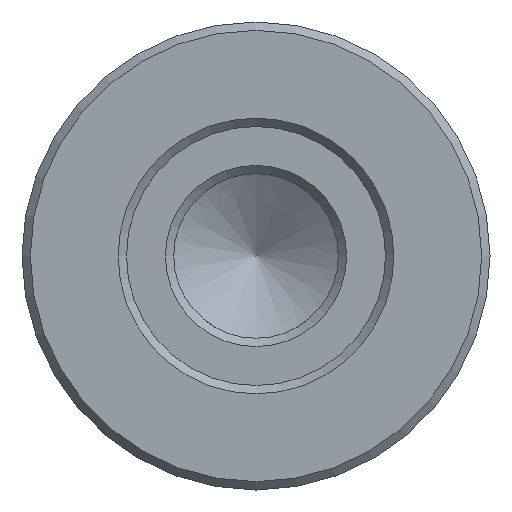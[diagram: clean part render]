
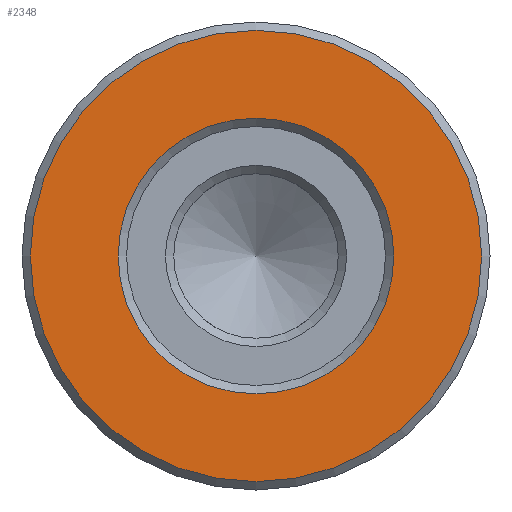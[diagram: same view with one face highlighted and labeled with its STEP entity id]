
A CAD part, front view. The second image highlights one B-rep face of the part: STEP entity #2348.
In plain terms, the highlighted planar face has unit normal (0, -1, 0).
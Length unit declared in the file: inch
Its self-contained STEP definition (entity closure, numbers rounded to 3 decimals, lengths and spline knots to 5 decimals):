
#47=PLANE('',#2545);
#100=FACE_BOUND('',#373,.T.);
#207=CIRCLE('',#2546,0.27);
#208=CIRCLE('',#2547,0.165);
#268=FACE_OUTER_BOUND('',#372,.T.);
#372=EDGE_LOOP('',(#1960));
#373=EDGE_LOOP('',(#1961));
#1022=VERTEX_POINT('',#4810);
#1023=VERTEX_POINT('',#4812);
#1351=EDGE_CURVE('',#1022,#1022,#207,.F.);
#1352=EDGE_CURVE('',#1023,#1023,#208,.T.);
#1960=ORIENTED_EDGE('',*,*,#1351,.T.);
#1961=ORIENTED_EDGE('',*,*,#1352,.F.);
#2348=ADVANCED_FACE('',(#268,#100),#47,.F.);
#2545=AXIS2_PLACEMENT_3D('',#4809,#2942,#2943);
#2546=AXIS2_PLACEMENT_3D('',#4811,#2944,#2945);
#2547=AXIS2_PLACEMENT_3D('',#4813,#2946,#2947);
#2942=DIRECTION('center_axis',(0.,1.,0.));
#2943=DIRECTION('ref_axis',(0.,0.,1.));
#2944=DIRECTION('center_axis',(0.,1.,0.));
#2945=DIRECTION('ref_axis',(0.,0.,1.));
#2946=DIRECTION('center_axis',(0.,-1.,0.));
#2947=DIRECTION('ref_axis',(0.,0.,-1.));
#4809=CARTESIAN_POINT('Origin',(0.,0.,0.));
#4810=CARTESIAN_POINT('',(0.,0.,-0.27));
#4811=CARTESIAN_POINT('Origin',(0.,0.,0.));
#4812=CARTESIAN_POINT('',(0.,0.,0.165));
#4813=CARTESIAN_POINT('Origin',(0.,0.,0.));
